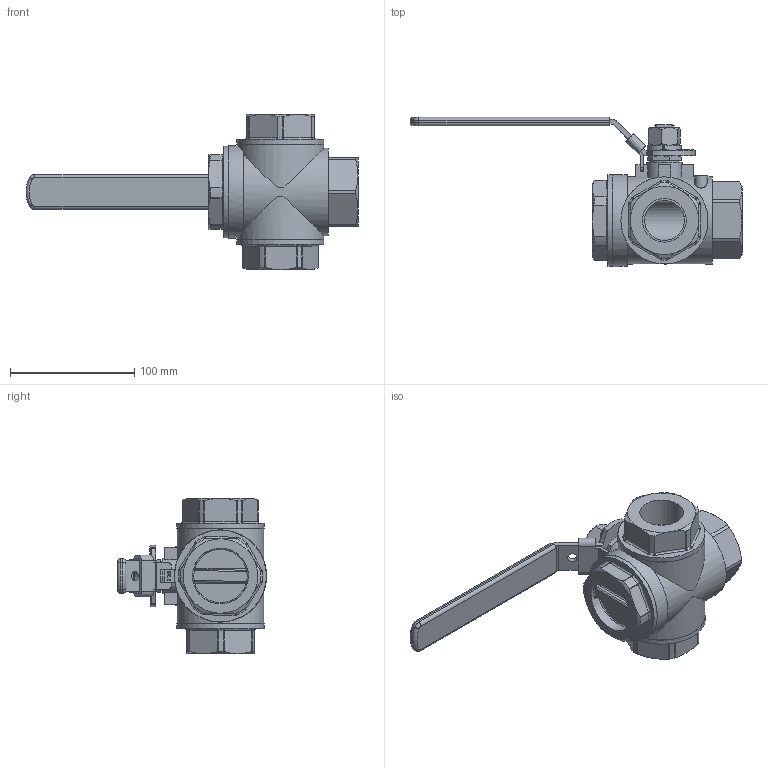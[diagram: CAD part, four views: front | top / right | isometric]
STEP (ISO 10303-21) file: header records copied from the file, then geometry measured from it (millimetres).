
FILE_DESCRIPTION(/* description */ ('Unknown'),/* implementation_level */ '2;1');
FILE_NAME(/* name */ '20200903-K-301-T-DN40',/* time_stamp */ '2020-09-03T17:01:40+08:00',/* author */ ('Unknown'),/* organization */ ('Unknown'),/* preprocessor_version */ 'ST-DEVELOPER v16.7',/* originating_system */ 'DEX',/* authorisation */ $);
FILE_SCHEMA (('AUTOMOTIVE_DESIGN {1 0 10303 214 3 1 1}'));
Length unit declared in the file: millimetre
Products named in the file (1): K-301-T-DN40
Bounding box: 267.5 x 120.15 x 125 mm (x, y, z)
Volume: 542640.3 mm3; surface area: 90697.1 mm2
Topology: 1 solids, 2 shells, 497 faces, 1259 edges, 785 vertices
Faces by surface type: plane 213, cylinder 145, torus 64, cone 48, bspline 19, sphere 8
Full cylindrical faces by diameter (mm): 5 x2, 6 x1, 7.6 x1, 15.7 x1, 15.875 x1, 15.9 x1, 23.5 x1, 23.6 x1, 28.6 x1, 32.2 x3, 35.2 x2, 45 x1, 69.9 x2, 70.2 x3, 74 x1, 74.3 x1
Entity records: 15842 total; most frequent: CARTESIAN_POINT 4209, ORIENTED_EDGE 2412, DIRECTION 2399, EDGE_CURVE 1206, AXIS2_PLACEMENT_3D 905, VERTEX_POINT 764, LINE 589, VECTOR 589
